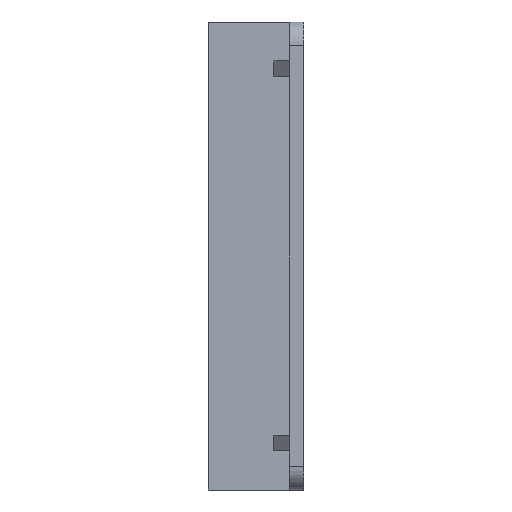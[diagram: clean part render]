
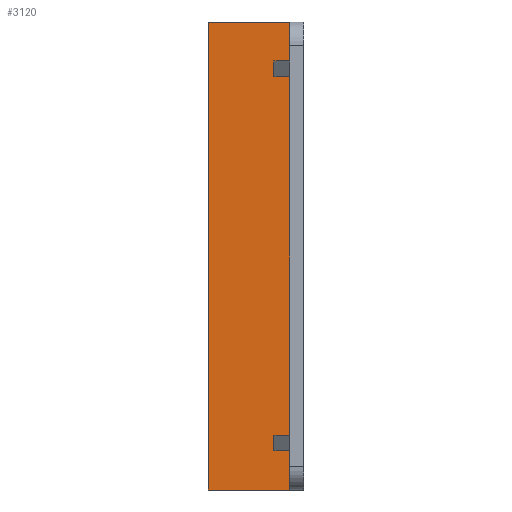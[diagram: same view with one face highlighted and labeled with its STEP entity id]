
A CAD part, left-side view. The second image highlights one B-rep face of the part: STEP entity #3120.
In plain terms, the highlighted planar face has unit normal (-1, 0, 0).
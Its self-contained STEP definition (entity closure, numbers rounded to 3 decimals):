
#233=FACE_OUTER_BOUND('',#396,.T.);
#396=EDGE_LOOP('',(#2463,#2464,#2465,#2466,#2467,#2468,#2469,#2470,#2471,
#2472,#2473,#2474));
#509=LINE('',#4350,#884);
#512=LINE('',#4355,#887);
#518=LINE('',#4369,#893);
#521=LINE('',#4374,#896);
#539=LINE('',#4414,#914);
#658=LINE('',#4686,#1033);
#662=LINE('',#4694,#1037);
#670=LINE('',#4707,#1045);
#693=LINE('',#4760,#1068);
#744=LINE('',#4982,#1119);
#745=LINE('',#4984,#1120);
#746=LINE('',#4985,#1121);
#884=VECTOR('',#3492,10.);
#887=VECTOR('',#3497,10.);
#893=VECTOR('',#3507,10.);
#896=VECTOR('',#3512,10.);
#914=VECTOR('',#3540,10.);
#1033=VECTOR('',#3741,10.);
#1037=VECTOR('',#3749,10.);
#1045=VECTOR('',#3765,10.);
#1068=VECTOR('',#3824,10.);
#1119=VECTOR('',#3921,10.);
#1120=VECTOR('',#3922,10.);
#1121=VECTOR('',#3923,10.);
#1254=VERTEX_POINT('',#4347);
#1255=VERTEX_POINT('',#4349);
#1256=VERTEX_POINT('',#4353);
#1261=VERTEX_POINT('',#4366);
#1262=VERTEX_POINT('',#4368);
#1263=VERTEX_POINT('',#4372);
#1280=VERTEX_POINT('',#4412);
#1392=VERTEX_POINT('',#4685);
#1395=VERTEX_POINT('',#4705);
#1407=VERTEX_POINT('',#4758);
#1455=VERTEX_POINT('',#4981);
#1456=VERTEX_POINT('',#4983);
#1567=EDGE_CURVE('',#1255,#1254,#509,.T.);
#1570=EDGE_CURVE('',#1254,#1256,#512,.T.);
#1576=EDGE_CURVE('',#1262,#1261,#518,.T.);
#1579=EDGE_CURVE('',#1261,#1263,#521,.T.);
#1597=EDGE_CURVE('',#1256,#1280,#539,.T.);
#1733=EDGE_CURVE('',#1255,#1392,#658,.T.);
#1738=EDGE_CURVE('',#1262,#1280,#662,.T.);
#1746=EDGE_CURVE('',#1263,#1395,#670,.T.);
#1771=EDGE_CURVE('',#1407,#1395,#693,.T.);
#1839=EDGE_CURVE('',#1407,#1455,#744,.T.);
#1840=EDGE_CURVE('',#1456,#1455,#745,.T.);
#1841=EDGE_CURVE('',#1392,#1456,#746,.T.);
#2463=ORIENTED_EDGE('',*,*,#1597,.T.);
#2464=ORIENTED_EDGE('',*,*,#1738,.F.);
#2465=ORIENTED_EDGE('',*,*,#1576,.T.);
#2466=ORIENTED_EDGE('',*,*,#1579,.T.);
#2467=ORIENTED_EDGE('',*,*,#1746,.T.);
#2468=ORIENTED_EDGE('',*,*,#1771,.F.);
#2469=ORIENTED_EDGE('',*,*,#1839,.T.);
#2470=ORIENTED_EDGE('',*,*,#1840,.F.);
#2471=ORIENTED_EDGE('',*,*,#1841,.F.);
#2472=ORIENTED_EDGE('',*,*,#1733,.F.);
#2473=ORIENTED_EDGE('',*,*,#1567,.T.);
#2474=ORIENTED_EDGE('',*,*,#1570,.T.);
#2996=PLANE('',#3320);
#3120=ADVANCED_FACE('',(#233),#2996,.T.);
#3320=AXIS2_PLACEMENT_3D('',#4980,#3919,#3920);
#3492=DIRECTION('',(0.,1.,0.));
#3497=DIRECTION('',(0.,0.,1.));
#3507=DIRECTION('',(0.,1.,0.));
#3512=DIRECTION('',(0.,0.,1.));
#3540=DIRECTION('',(0.,-1.,0.));
#3741=DIRECTION('',(0.,0.,-1.));
#3749=DIRECTION('',(0.,0.,-1.));
#3765=DIRECTION('',(0.,-1.,0.));
#3824=DIRECTION('',(0.,0.,-1.));
#3919=DIRECTION('center_axis',(-1.,0.,0.));
#3920=DIRECTION('ref_axis',(0.,0.,1.));
#3921=DIRECTION('',(0.,1.,0.));
#3922=DIRECTION('',(0.,0.,1.));
#3923=DIRECTION('',(0.,1.,0.));
#4347=CARTESIAN_POINT('',(0.,2.,5.));
#4349=CARTESIAN_POINT('',(0.,0.,5.));
#4350=CARTESIAN_POINT('',(0.,0.5,5.));
#4353=CARTESIAN_POINT('',(0.,2.,7.));
#4355=CARTESIAN_POINT('',(0.,2.,3.));
#4366=CARTESIAN_POINT('',(0.,2.,53.));
#4368=CARTESIAN_POINT('',(0.,0.,53.));
#4369=CARTESIAN_POINT('',(0.,0.5,53.));
#4372=CARTESIAN_POINT('',(0.,2.,55.));
#4374=CARTESIAN_POINT('',(0.,2.,27.));
#4412=CARTESIAN_POINT('',(0.,0.,7.));
#4414=CARTESIAN_POINT('',(0.,0.5,7.));
#4685=CARTESIAN_POINT('',(0.,0.,0.));
#4686=CARTESIAN_POINT('',(0.,0.,15.));
#4694=CARTESIAN_POINT('',(0.,0.,15.));
#4705=CARTESIAN_POINT('',(0.,0.,55.));
#4707=CARTESIAN_POINT('',(0.,0.5,55.));
#4758=CARTESIAN_POINT('',(0.,0.,60.));
#4760=CARTESIAN_POINT('',(0.,0.,15.));
#4980=CARTESIAN_POINT('Origin',(0.,0.,0.));
#4981=CARTESIAN_POINT('',(0.,10.4,60.));
#4982=CARTESIAN_POINT('',(0.,0.,60.));
#4983=CARTESIAN_POINT('',(0.,10.4,0.));
#4984=CARTESIAN_POINT('',(0.,10.4,60.));
#4985=CARTESIAN_POINT('',(0.,0.,0.));
